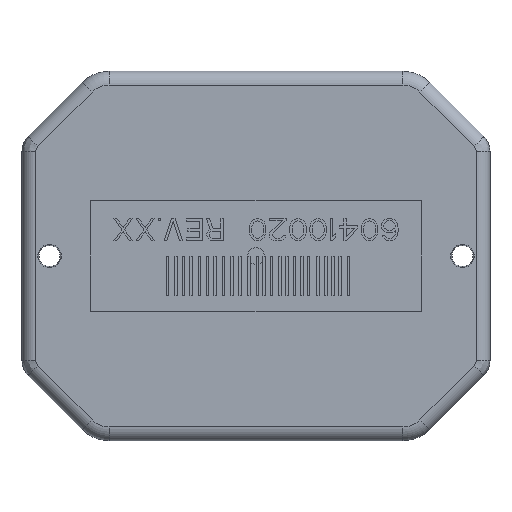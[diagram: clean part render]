
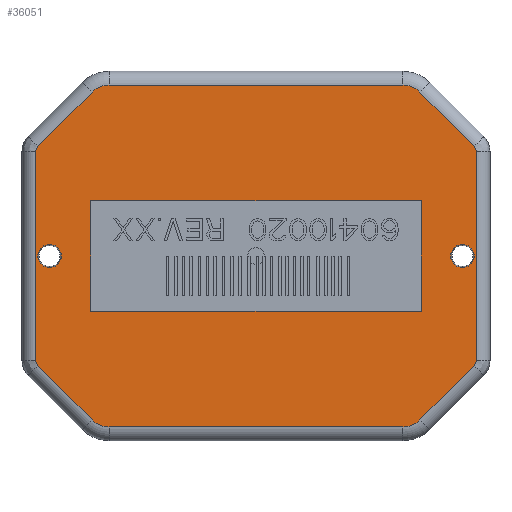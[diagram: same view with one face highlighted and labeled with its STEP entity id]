
A CAD part, front view. The second image highlights one B-rep face of the part: STEP entity #36051.
In plain terms, the highlighted planar face has unit normal (0, -1, 0).
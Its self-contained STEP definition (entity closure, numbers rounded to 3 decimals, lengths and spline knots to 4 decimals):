
#1784=DIRECTION('',(0.707,0.,0.707));
#1785=VECTOR('',#1784,0.697);
#1786=CARTESIAN_POINT('',(1.4887,-1.357,-1.4887));
#1787=LINE('',#1786,#1785);
#1788=CARTESIAN_POINT('',(1.3345,-1.357,-1.3345));
#1789=DIRECTION('',(0.,-1.,0.));
#1790=DIRECTION('',(0.,0.,-1.));
#1791=AXIS2_PLACEMENT_3D('',#1788,#1789,#1790);
#1793=CARTESIAN_POINT('',(-1.3345,-1.357,-1.3345));
#1794=DIRECTION('',(0.,-1.,0.));
#1795=DIRECTION('',(-0.707,0.,-0.707));
#1796=AXIS2_PLACEMENT_3D('',#1793,#1794,#1795);
#1798=DIRECTION('',(0.707,0.,-0.707));
#1799=VECTOR('',#1798,0.697);
#1800=CARTESIAN_POINT('',(-1.9815,-1.357,-0.9958));
#1801=LINE('',#1800,#1799);
#1802=CARTESIAN_POINT('',(-1.937,-1.357,-0.9513));
#1803=DIRECTION('',(0.,-1.,0.));
#1804=DIRECTION('',(-1.,0.,0.));
#1805=AXIS2_PLACEMENT_3D('',#1802,#1803,#1804);
#1807=CARTESIAN_POINT('',(-1.937,-1.357,0.9513));
#1808=DIRECTION('',(0.,-1.,0.));
#1809=DIRECTION('',(-0.707,0.,0.707));
#1810=AXIS2_PLACEMENT_3D('',#1807,#1808,#1809);
#1812=DIRECTION('',(-0.707,0.,-0.707));
#1813=VECTOR('',#1812,0.697);
#1814=CARTESIAN_POINT('',(-1.4887,-1.357,1.4887));
#1815=LINE('',#1814,#1813);
#1816=CARTESIAN_POINT('',(-1.3345,-1.357,1.3345));
#1817=DIRECTION('',(0.,-1.,0.));
#1818=DIRECTION('',(0.,0.,1.));
#1819=AXIS2_PLACEMENT_3D('',#1816,#1817,#1818);
#1821=CARTESIAN_POINT('',(1.3345,-1.357,1.3345));
#1822=DIRECTION('',(0.,-1.,0.));
#1823=DIRECTION('',(0.707,0.,0.707));
#1824=AXIS2_PLACEMENT_3D('',#1821,#1822,#1823);
#1826=DIRECTION('',(-0.707,0.,0.707));
#1827=VECTOR('',#1826,0.697);
#1828=CARTESIAN_POINT('',(1.9815,-1.357,0.9958));
#1829=LINE('',#1828,#1827);
#1830=CARTESIAN_POINT('',(1.937,-1.357,0.9513));
#1831=DIRECTION('',(0.,-1.,0.));
#1832=DIRECTION('',(1.,0.,0.));
#1833=AXIS2_PLACEMENT_3D('',#1830,#1831,#1832);
#1835=CARTESIAN_POINT('',(1.937,-1.357,-0.9513));
#1836=DIRECTION('',(0.,-1.,0.));
#1837=DIRECTION('',(0.707,0.,-0.707));
#1838=AXIS2_PLACEMENT_3D('',#1835,#1836,#1837);
#1840=CARTESIAN_POINT('',(-1.875,-1.357,0.));
#1841=DIRECTION('',(0.,1.,0.));
#1842=DIRECTION('',(0.,0.,1.));
#1843=AXIS2_PLACEMENT_3D('',#1840,#1841,#1842);
#1845=CARTESIAN_POINT('',(-1.875,-1.357,0.));
#1846=DIRECTION('',(0.,1.,0.));
#1847=DIRECTION('',(0.,0.,-1.));
#1848=AXIS2_PLACEMENT_3D('',#1845,#1846,#1847);
#1850=CARTESIAN_POINT('',(1.875,-1.357,0.));
#1851=DIRECTION('',(0.,1.,0.));
#1852=DIRECTION('',(0.,0.,-1.));
#1853=AXIS2_PLACEMENT_3D('',#1850,#1851,#1852);
#1855=CARTESIAN_POINT('',(1.875,-1.357,0.));
#1856=DIRECTION('',(0.,1.,0.));
#1857=DIRECTION('',(0.,0.,1.));
#1858=AXIS2_PLACEMENT_3D('',#1855,#1856,#1857);
#1860=DIRECTION('',(0.,0.,1.));
#1861=VECTOR('',#1860,1.);
#1862=CARTESIAN_POINT('',(1.5,-1.357,-0.5));
#1863=LINE('',#1862,#1861);
#1864=DIRECTION('',(-1.,0.,0.));
#1865=VECTOR('',#1864,3.);
#1866=CARTESIAN_POINT('',(1.5,-1.357,0.5));
#1867=LINE('',#1866,#1865);
#1868=DIRECTION('',(0.,0.,-1.));
#1869=VECTOR('',#1868,1.);
#1870=CARTESIAN_POINT('',(-1.5,-1.357,0.5));
#1871=LINE('',#1870,#1869);
#1872=DIRECTION('',(1.,0.,0.));
#1873=VECTOR('',#1872,3.);
#1874=CARTESIAN_POINT('',(-1.5,-1.357,-0.5));
#1875=LINE('',#1874,#1873);
#1928=DIRECTION('',(0.,0.,-1.));
#1929=VECTOR('',#1928,1.9025);
#1930=CARTESIAN_POINT('',(2.,-1.357,0.9513));
#1931=LINE('',#1930,#1929);
#1961=DIRECTION('',(1.,0.,0.));
#1962=VECTOR('',#1961,2.669);
#1963=CARTESIAN_POINT('',(-1.3345,-1.357,1.5525));
#1964=LINE('',#1963,#1962);
#2065=DIRECTION('',(0.,0.,1.));
#2066=VECTOR('',#2065,1.9025);
#2067=CARTESIAN_POINT('',(-2.,-1.357,-0.9513));
#2068=LINE('',#2067,#2066);
#2098=DIRECTION('',(-1.,0.,0.));
#2099=VECTOR('',#2098,2.669);
#2100=CARTESIAN_POINT('',(1.3345,-1.357,-1.5525));
#2101=LINE('',#2100,#2099);
#30172=CARTESIAN_POINT('',(-1.9815,-1.357,-0.9958));
#30174=VERTEX_POINT('',#30172);
#30193=CARTESIAN_POINT('',(1.9815,-1.357,-0.9958));
#30195=VERTEX_POINT('',#30193);
#30202=CARTESIAN_POINT('',(1.4887,-1.357,-1.4887));
#30204=VERTEX_POINT('',#30202);
#30205=CARTESIAN_POINT('',(1.3345,-1.357,-1.5525));
#30207=VERTEX_POINT('',#30205);
#30242=CARTESIAN_POINT('',(-1.3345,-1.357,-1.5525));
#30244=VERTEX_POINT('',#30242);
#30246=CARTESIAN_POINT('',(2.,-1.357,-0.9513));
#30248=VERTEX_POINT('',#30246);
#30259=CARTESIAN_POINT('',(-1.4887,-1.357,-1.4887));
#30261=VERTEX_POINT('',#30259);
#30267=CARTESIAN_POINT('',(1.4887,-1.357,1.4887));
#30269=VERTEX_POINT('',#30267);
#30272=CARTESIAN_POINT('',(1.9815,-1.357,0.9958));
#30274=VERTEX_POINT('',#30272);
#30275=CARTESIAN_POINT('',(-2.,-1.357,-0.9513));
#30277=VERTEX_POINT('',#30275);
#30284=CARTESIAN_POINT('',(-2.,-1.357,0.9513));
#30286=VERTEX_POINT('',#30284);
#30288=CARTESIAN_POINT('',(1.3345,-1.357,1.5525));
#30290=VERTEX_POINT('',#30288);
#30291=CARTESIAN_POINT('',(-1.9815,-1.357,0.9958));
#30293=VERTEX_POINT('',#30291);
#30295=CARTESIAN_POINT('',(-1.3345,-1.357,1.5525));
#30297=VERTEX_POINT('',#30295);
#30302=CARTESIAN_POINT('',(-1.4887,-1.357,1.4887));
#30304=VERTEX_POINT('',#30302);
#30316=CARTESIAN_POINT('',(2.,-1.357,0.9513));
#30317=VERTEX_POINT('',#30316);
#30364=CARTESIAN_POINT('',(-1.875,-1.357,0.1059));
#30365=CARTESIAN_POINT('',(-1.875,-1.357,-0.1059));
#30366=VERTEX_POINT('',#30364);
#30367=VERTEX_POINT('',#30365);
#30368=CARTESIAN_POINT('',(1.875,-1.357,-0.1059));
#30369=CARTESIAN_POINT('',(1.875,-1.357,0.1059));
#30370=VERTEX_POINT('',#30368);
#30371=VERTEX_POINT('',#30369);
#34913=CARTESIAN_POINT('',(1.5,-1.357,-0.5));
#34914=CARTESIAN_POINT('',(1.5,-1.357,0.5));
#34915=VERTEX_POINT('',#34913);
#34916=VERTEX_POINT('',#34914);
#34917=CARTESIAN_POINT('',(-1.5,-1.357,0.5));
#34918=VERTEX_POINT('',#34917);
#34919=CARTESIAN_POINT('',(-1.5,-1.357,-0.5));
#34920=VERTEX_POINT('',#34919);
#35991=CARTESIAN_POINT('',(-1.3345,-1.357,1.3345));
#35992=DIRECTION('',(0.,1.,0.));
#35993=DIRECTION('',(0.,0.,1.));
#35994=AXIS2_PLACEMENT_3D('',#35991,#35992,#35993);
#35995=PLANE('',#35994);
#35997=ORIENTED_EDGE('',*,*,#35996,.F.);
#35999=ORIENTED_EDGE('',*,*,#35998,.F.);
#36001=ORIENTED_EDGE('',*,*,#36000,.T.);
#36003=ORIENTED_EDGE('',*,*,#36002,.F.);
#36005=ORIENTED_EDGE('',*,*,#36004,.F.);
#36007=ORIENTED_EDGE('',*,*,#36006,.F.);
#36009=ORIENTED_EDGE('',*,*,#36008,.T.);
#36011=ORIENTED_EDGE('',*,*,#36010,.F.);
#36013=ORIENTED_EDGE('',*,*,#36012,.F.);
#36015=ORIENTED_EDGE('',*,*,#36014,.F.);
#36017=ORIENTED_EDGE('',*,*,#36016,.T.);
#36019=ORIENTED_EDGE('',*,*,#36018,.F.);
#36021=ORIENTED_EDGE('',*,*,#36020,.F.);
#36023=ORIENTED_EDGE('',*,*,#36022,.F.);
#36025=ORIENTED_EDGE('',*,*,#36024,.T.);
#36027=ORIENTED_EDGE('',*,*,#36026,.F.);
#36028=EDGE_LOOP('',(#35997,#35999,#36001,#36003,#36005,#36007,#36009,#36011,
#36013,#36015,#36017,#36019,#36021,#36023,#36025,#36027));
#36029=FACE_OUTER_BOUND('',#36028,.F.);
#36031=ORIENTED_EDGE('',*,*,#36030,.F.);
#36033=ORIENTED_EDGE('',*,*,#36032,.F.);
#36034=EDGE_LOOP('',(#36031,#36033));
#36035=FACE_BOUND('',#36034,.F.);
#36037=ORIENTED_EDGE('',*,*,#36036,.F.);
#36039=ORIENTED_EDGE('',*,*,#36038,.F.);
#36040=EDGE_LOOP('',(#36037,#36039));
#36041=FACE_BOUND('',#36040,.F.);
#36042=ORIENTED_EDGE('',*,*,#35981,.T.);
#36044=ORIENTED_EDGE('',*,*,#36043,.T.);
#36046=ORIENTED_EDGE('',*,*,#36045,.T.);
#36048=ORIENTED_EDGE('',*,*,#36047,.T.);
#36049=EDGE_LOOP('',(#36042,#36044,#36046,#36048));
#36050=FACE_BOUND('',#36049,.F.);
#1792=CIRCLE('',#1791,0.218);
#1797=CIRCLE('',#1796,0.218);
#1806=CIRCLE('',#1805,0.063);
#1811=CIRCLE('',#1810,0.063);
#1820=CIRCLE('',#1819,0.218);
#1825=CIRCLE('',#1824,0.218);
#1834=CIRCLE('',#1833,0.063);
#1839=CIRCLE('',#1838,0.063);
#1844=CIRCLE('',#1843,0.1059);
#1849=CIRCLE('',#1848,0.1059);
#1854=CIRCLE('',#1853,0.1059);
#1859=CIRCLE('',#1858,0.1059);
#35981=EDGE_CURVE('',#34915,#34916,#1863,.T.);
#35996=EDGE_CURVE('',#30204,#30195,#1787,.T.);
#35998=EDGE_CURVE('',#30207,#30204,#1792,.T.);
#36000=EDGE_CURVE('',#30207,#30244,#2101,.T.);
#36002=EDGE_CURVE('',#30261,#30244,#1797,.T.);
#36004=EDGE_CURVE('',#30174,#30261,#1801,.T.);
#36006=EDGE_CURVE('',#30277,#30174,#1806,.T.);
#36008=EDGE_CURVE('',#30277,#30286,#2068,.T.);
#36010=EDGE_CURVE('',#30293,#30286,#1811,.T.);
#36012=EDGE_CURVE('',#30304,#30293,#1815,.T.);
#36014=EDGE_CURVE('',#30297,#30304,#1820,.T.);
#36016=EDGE_CURVE('',#30297,#30290,#1964,.T.);
#36018=EDGE_CURVE('',#30269,#30290,#1825,.T.);
#36020=EDGE_CURVE('',#30274,#30269,#1829,.T.);
#36022=EDGE_CURVE('',#30317,#30274,#1834,.T.);
#36024=EDGE_CURVE('',#30317,#30248,#1931,.T.);
#36026=EDGE_CURVE('',#30195,#30248,#1839,.T.);
#36030=EDGE_CURVE('',#30366,#30367,#1844,.T.);
#36032=EDGE_CURVE('',#30367,#30366,#1849,.T.);
#36036=EDGE_CURVE('',#30370,#30371,#1854,.T.);
#36038=EDGE_CURVE('',#30371,#30370,#1859,.T.);
#36043=EDGE_CURVE('',#34916,#34918,#1867,.T.);
#36045=EDGE_CURVE('',#34918,#34920,#1871,.T.);
#36047=EDGE_CURVE('',#34920,#34915,#1875,.T.);
#36051=ADVANCED_FACE('',(#36029,#36035,#36041,#36050),#35995,.F.);
